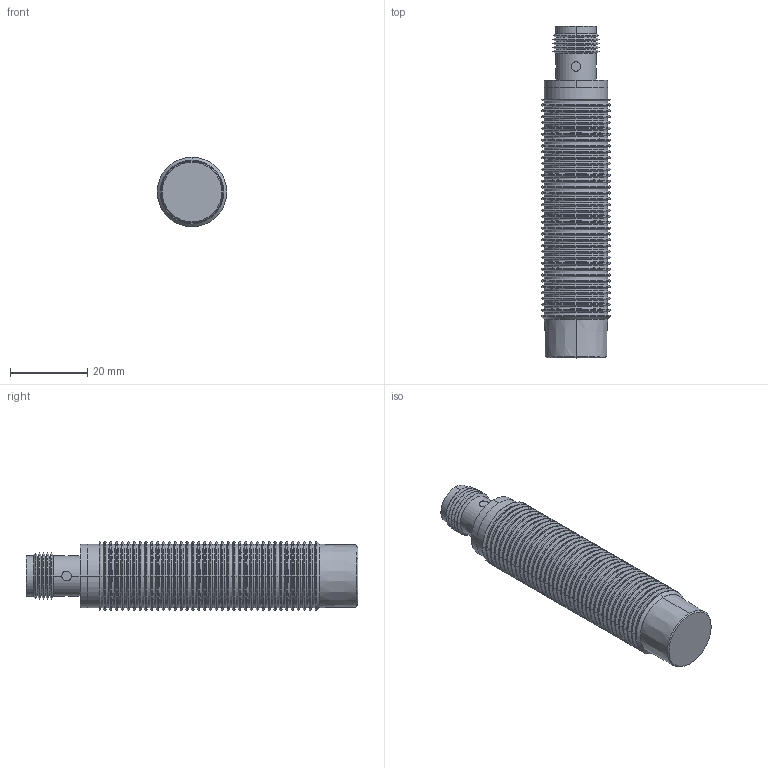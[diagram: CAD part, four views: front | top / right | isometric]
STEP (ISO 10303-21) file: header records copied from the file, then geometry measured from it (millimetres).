
FILE_DESCRIPTION(('STEP AP214'),'1');
FILE_NAME('cctmp_A72F97DF-2CF5-4C84-852A-EDC544F12281_2022_07_22_10_47_08_0717..stp','2022-07-22T08:47:08',('Pepperl+Fuchs GmbH'),('CADClick - www.CADClick.com'),'Spatial InterOp 3D',' ','unknown authorization');
FILE_SCHEMA(('AUTOMOTIVE_DESIGN'));
Length unit declared in the file: millimetre
Products named in the file (6): cc_unnamed; NBN8-18GM70-E2-V1_4; NBN8-18GM70-E2-V1_3; NBN8-18GM70-E2-V1_2; NBN8-18GM70-E2-V1_1; NBN8-18GM70-E2-V1
Assembly tree (5 placements, depth 2):
  cc_unnamed
    NBN8-18GM70-E2-V1_4
    NBN8-18GM70-E2-V1_3
    NBN8-18GM70-E2-V1_2
    NBN8-18GM70-E2-V1_1
    NBN8-18GM70-E2-V1
Bounding box: 18 x 86 x 18 mm (x, y, z)
Volume: 16291.8 mm3; surface area: 11259 mm2
Topology: 8 solids, 8 shells, 445 faces, 936 edges, 510 vertices
Faces by surface type: cylinder 213, cone 188, plane 38, sphere 6
Entity records: 15599 total; most frequent: DIRECTION 2290, CARTESIAN_POINT 2165, ORIENTED_EDGE 1848, AXIS2_PLACEMENT_3D 939, EDGE_CURVE 924, VERTEX_POINT 510, CIRCLE 488, EDGE_LOOP 470
